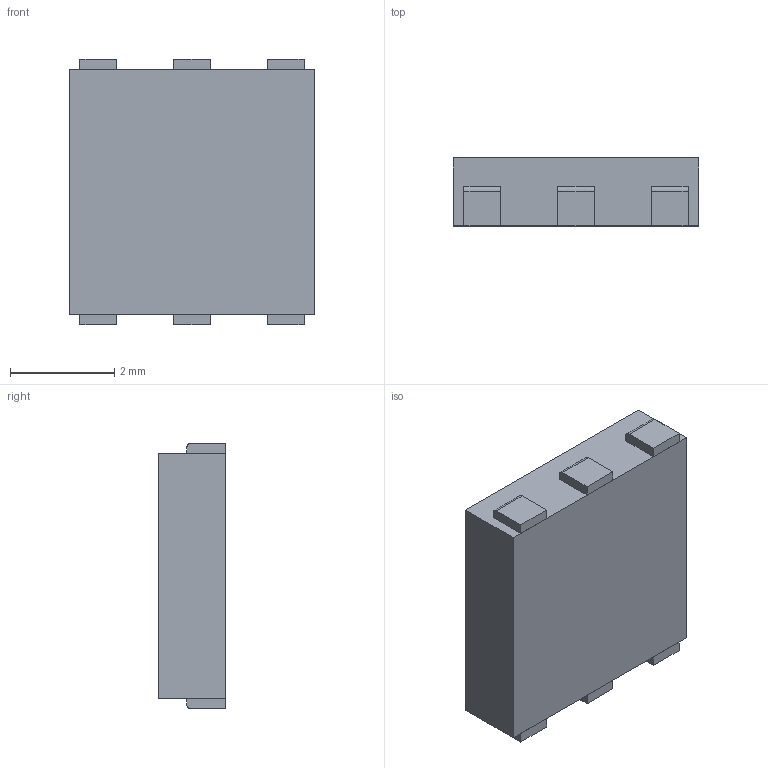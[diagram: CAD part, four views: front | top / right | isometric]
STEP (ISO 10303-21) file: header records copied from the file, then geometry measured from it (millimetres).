
FILE_DESCRIPTION(/* description */ (''),/* implementation_level */ '2;1');
FILE_NAME(/* name */ 'smd Led 5050 v3.step',/* time_stamp */ '2018-01-15T02:15:14+01:00',/* author */ ('gonzalez.julio89'),/* organization */ (''),/* preprocessor_version */ 'ST-DEVELOPER v16.13',/* originating_system */ 'Autodesk Translation Framework v6.5.0.72',/* authorisation */ '');
FILE_SCHEMA (('AUTOMOTIVE_DESIGN { 1 0 10303 214 3 1 1 }'));
Length unit declared in the file: millimetre
Products named in the file (1): smd Led 5050
Bounding box: 4.7 x 1.3 x 5.1 mm (x, y, z)
Surface area: 150 mm2
Topology: 9 solids, 9 shells, 93 faces, 221 edges, 147 vertices
Faces by surface type: plane 83, bspline 7, cylinder 2, cone 1
Full cylindrical faces by diameter (mm): 4 x2
Entity records: 2985 total; most frequent: CARTESIAN_POINT 830, ORIENTED_EDGE 442, DIRECTION 391, EDGE_CURVE 221, LINE 177, VECTOR 177, VERTEX_POINT 147, AXIS2_PLACEMENT_3D 107
